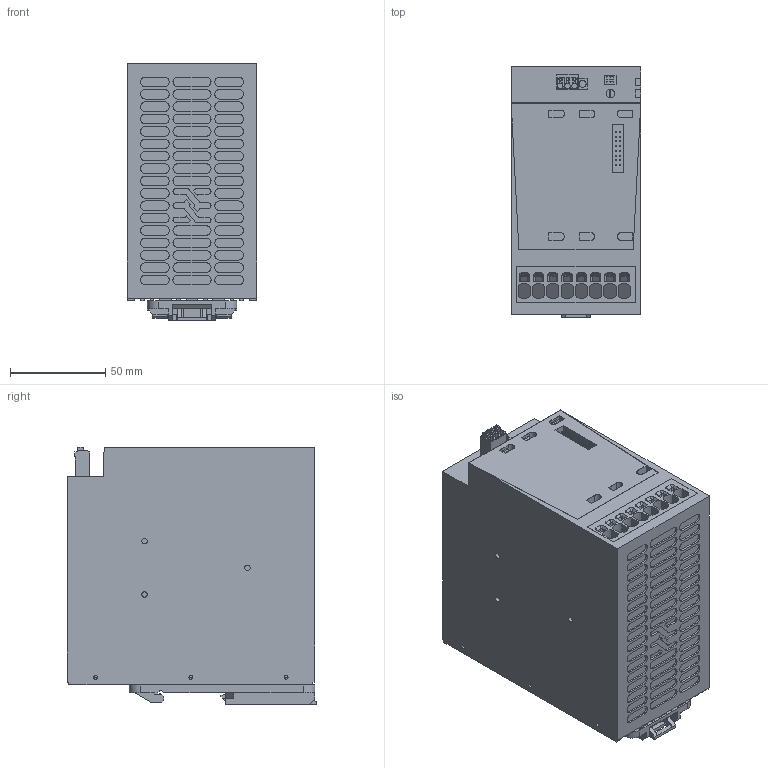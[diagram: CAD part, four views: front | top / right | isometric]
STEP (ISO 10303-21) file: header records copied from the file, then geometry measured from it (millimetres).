
FILE_DESCRIPTION(('CATIA V5 STEP Exchange','CAx-IF Rec.Pracs.--- Model Styling and Organization---1.4--- 2014-01-23'),'2;1');
FILE_NAME ('12647687_5', '2020-11-03T10:53:46+00:00', ('none'), ('Weidmueller'), 'CATIA Version 5-6 Release 2016 SP3 HF44', 'CATIA V5 STEP AP214', 'none');
FILE_SCHEMA(('AUTOMOTIVE_DESIGN { 1 0 10303 214 1 1 1 1 }'));
Length unit declared in the file: millimetre
Products named in the file (1): 2467100100
Bounding box: 68 x 131.2 x 135.4 mm (x, y, z)
Volume: 1077158.3 mm3; surface area: 113232.9 mm2
Topology: 33 solids, 33 shells, 1458 faces, 3781 edges, 2525 vertices
Faces by surface type: plane 1096, cylinder 313, bspline 22, extrusion 21, cone 6
Entity records: 47040 total; most frequent: CARTESIAN_POINT 11902, ORIENTED_EDGE 7562, DIRECTION 5543, EDGE_CURVE 3773, VECTOR 2883, LINE 2862, VERTEX_POINT 2515, AXIS2_PLACEMENT_3D 1650
